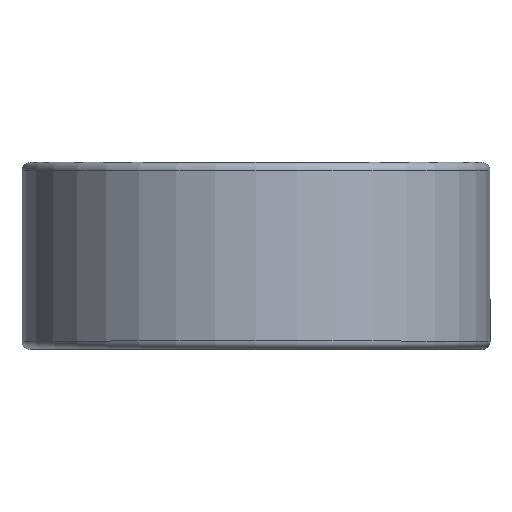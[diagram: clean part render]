
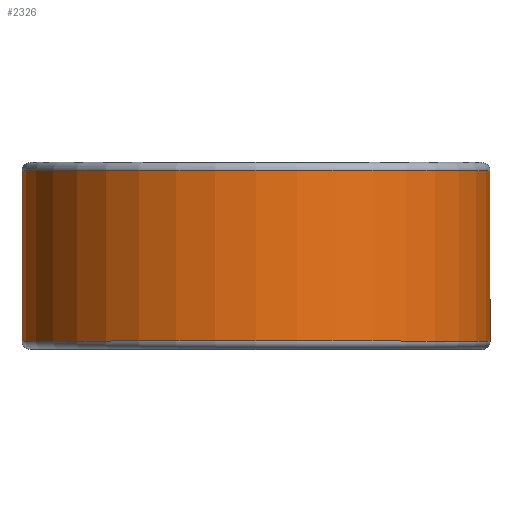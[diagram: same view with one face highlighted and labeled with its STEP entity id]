
A CAD part, top view. The second image highlights one B-rep face of the part: STEP entity #2326.
In plain terms, the highlighted cylindrical face has radius 21.857 mm (diameter 43.713 mm), a partial arc.
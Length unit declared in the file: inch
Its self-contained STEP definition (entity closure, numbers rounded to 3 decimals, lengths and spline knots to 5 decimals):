
#121 = DIRECTION ( 'NONE',  ( 0., -1., 0. ) ) ;
#230 = VERTEX_POINT ( 'NONE', #451 ) ;
#243 = VERTEX_POINT ( 'NONE', #877 ) ;
#295 = ORIENTED_EDGE ( 'NONE', *, *, #1656, .F. ) ;
#372 = ORIENTED_EDGE ( 'NONE', *, *, #1779, .F. ) ;
#398 = DIRECTION ( 'NONE',  ( 0., -1., 0. ) ) ;
#434 = AXIS2_PLACEMENT_3D ( 'NONE', #1248, #121, #1420 ) ;
#439 = VERTEX_POINT ( 'NONE', #1104 ) ;
#451 = CARTESIAN_POINT ( 'NONE',  ( 0., -0.31375, -0.8605 ) ) ;
#505 = ORIENTED_EDGE ( 'NONE', *, *, #1923, .T. ) ;
#655 = FACE_OUTER_BOUND ( 'NONE', #2259, .T. ) ;
#802 = CIRCLE ( 'NONE', #434, 0.8605 ) ;
#877 = CARTESIAN_POINT ( 'NONE',  ( 0.8605, 0.31375, 0. ) ) ;
#951 = CARTESIAN_POINT ( 'NONE',  ( 0., 0.31375, 0. ) ) ;
#1028 = VECTOR ( 'NONE', #1172, 39.37008 ) ;
#1029 = AXIS2_PLACEMENT_3D ( 'NONE', #951, #2207, #1146 ) ;
#1030 = LINE ( 'NONE', #1662, #1028 ) ;
#1104 = CARTESIAN_POINT ( 'NONE',  ( 0., 0.31375, -0.8605 ) ) ;
#1146 = DIRECTION ( 'NONE',  ( 0., 0., -1. ) ) ;
#1154 = EDGE_CURVE ( 'NONE', #1417, #243, #2452, .T. ) ;
#1172 = DIRECTION ( 'NONE',  ( 0., 1., 0. ) ) ;
#1248 = CARTESIAN_POINT ( 'NONE',  ( 0., -0.31375, 0. ) ) ;
#1417 = VERTEX_POINT ( 'NONE', #1444 ) ;
#1420 = DIRECTION ( 'NONE',  ( 0., 0., -1. ) ) ;
#1444 = CARTESIAN_POINT ( 'NONE',  ( 0.8605, -0.31375, 0. ) ) ;
#1499 = DIRECTION ( 'NONE',  ( 0., 0., -1. ) ) ;
#1656 = EDGE_CURVE ( 'NONE', #230, #439, #1030, .T. ) ;
#1662 = CARTESIAN_POINT ( 'NONE',  ( 0., 0.31375, -0.8605 ) ) ;
#1682 = CIRCLE ( 'NONE', #1029, 0.8605 ) ;
#1734 = CARTESIAN_POINT ( 'NONE',  ( 0.8605, 0.31375, 0. ) ) ;
#1755 = AXIS2_PLACEMENT_3D ( 'NONE', #2442, #398, #1499 ) ;
#1779 = EDGE_CURVE ( 'NONE', #1417, #230, #802, .T. ) ;
#1910 = DIRECTION ( 'NONE',  ( 0., 1., 0. ) ) ;
#1923 = EDGE_CURVE ( 'NONE', #243, #439, #1682, .T. ) ;
#1931 = VECTOR ( 'NONE', #1910, 39.37008 ) ;
#2025 = CYLINDRICAL_SURFACE ( 'NONE', #1755, 0.8605 ) ;
#2112 = ORIENTED_EDGE ( 'NONE', *, *, #1154, .T. ) ;
#2207 = DIRECTION ( 'NONE',  ( 0., -1., 0. ) ) ;
#2259 = EDGE_LOOP ( 'NONE', ( #2112, #505, #295, #372 ) ) ;
#2326 = ADVANCED_FACE ( 'NONE', ( #655 ), #2025, .T. ) ;
#2442 = CARTESIAN_POINT ( 'NONE',  ( 0., 0.3125, 0. ) ) ;
#2452 = LINE ( 'NONE', #1734, #1931 ) ;
